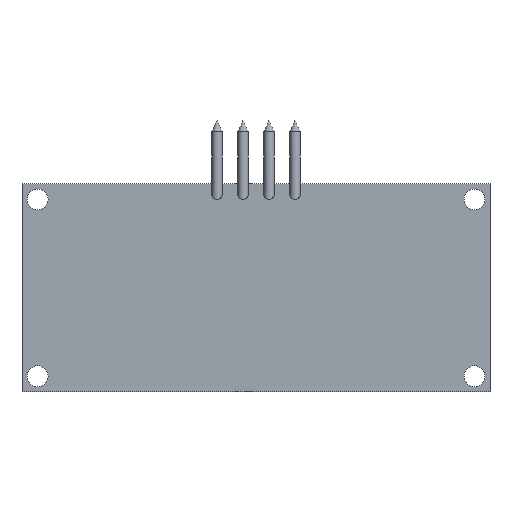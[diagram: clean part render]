
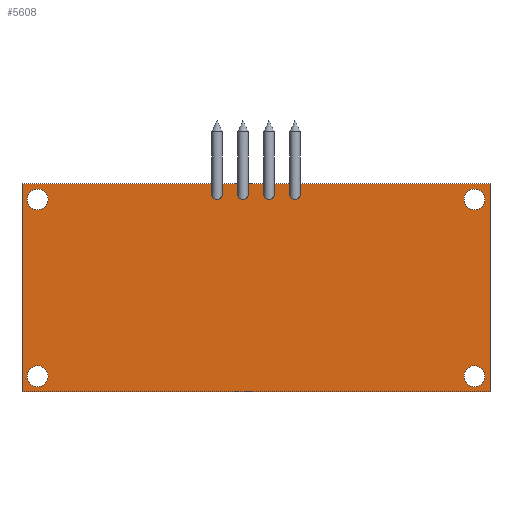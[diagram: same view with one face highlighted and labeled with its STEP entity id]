
A CAD part, front view. The second image highlights one B-rep face of the part: STEP entity #5608.
In plain terms, the highlighted planar face has unit normal (0, -1, 0).
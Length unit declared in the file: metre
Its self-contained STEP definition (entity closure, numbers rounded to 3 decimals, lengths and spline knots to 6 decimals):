
#668=LINE('',#11365,#1170);
#671=LINE('',#11370,#1173);
#673=LINE('',#11374,#1175);
#675=LINE('',#11377,#1177);
#1170=VECTOR('',#6618,0.02);
#1173=VECTOR('',#6623,0.045);
#1175=VECTOR('',#6627,0.02);
#1177=VECTOR('',#6631,0.045);
#1501=PLANE('',#5953);
#1648=FACE_BOUND('',#2204,.T.);
#1649=FACE_BOUND('',#2205,.T.);
#1650=FACE_BOUND('',#2206,.T.);
#1651=FACE_BOUND('',#2207,.T.);
#1652=FACE_BOUND('',#2208,.T.);
#1653=FACE_BOUND('',#2209,.T.);
#1654=FACE_BOUND('',#2210,.T.);
#1655=FACE_BOUND('',#2211,.T.);
#1831=FACE_OUTER_BOUND('',#2203,.T.);
#2203=EDGE_LOOP('',(#4573,#4574,#4575,#4576));
#2204=EDGE_LOOP('',(#4577));
#2205=EDGE_LOOP('',(#4578));
#2206=EDGE_LOOP('',(#4579));
#2207=EDGE_LOOP('',(#4580));
#2208=EDGE_LOOP('',(#4581));
#2209=EDGE_LOOP('',(#4582));
#2210=EDGE_LOOP('',(#4583));
#2211=EDGE_LOOP('',(#4584));
#2453=CIRCLE('',#5929,0.001);
#2454=CIRCLE('',#5931,0.001);
#2455=CIRCLE('',#5933,0.001);
#2456=CIRCLE('',#5935,0.001);
#2457=CIRCLE('',#5937,0.0005);
#2459=CIRCLE('',#5940,0.0005);
#2461=CIRCLE('',#5943,0.0005);
#2463=CIRCLE('',#5946,0.0005);
#2676=VERTEX_POINT('',#10024);
#2677=VERTEX_POINT('',#10027);
#2678=VERTEX_POINT('',#10030);
#2679=VERTEX_POINT('',#10033);
#2680=VERTEX_POINT('',#10036);
#2682=VERTEX_POINT('',#10041);
#2684=VERTEX_POINT('',#10046);
#2686=VERTEX_POINT('',#10051);
#2833=VERTEX_POINT('',#11363);
#2834=VERTEX_POINT('',#11364);
#2835=VERTEX_POINT('',#11369);
#2836=VERTEX_POINT('',#11373);
#3313=EDGE_CURVE('',#2676,#2676,#2453,.T.);
#3314=EDGE_CURVE('',#2677,#2677,#2454,.T.);
#3315=EDGE_CURVE('',#2678,#2678,#2455,.T.);
#3316=EDGE_CURVE('',#2679,#2679,#2456,.T.);
#3317=EDGE_CURVE('',#2680,#2680,#2457,.T.);
#3319=EDGE_CURVE('',#2682,#2682,#2459,.T.);
#3321=EDGE_CURVE('',#2684,#2684,#2461,.T.);
#3323=EDGE_CURVE('',#2686,#2686,#2463,.T.);
#3470=EDGE_CURVE('',#2833,#2834,#668,.T.);
#3473=EDGE_CURVE('',#2834,#2835,#671,.T.);
#3475=EDGE_CURVE('',#2835,#2836,#673,.T.);
#3477=EDGE_CURVE('',#2836,#2833,#675,.T.);
#4573=ORIENTED_EDGE('',*,*,#3470,.F.);
#4574=ORIENTED_EDGE('',*,*,#3477,.F.);
#4575=ORIENTED_EDGE('',*,*,#3475,.F.);
#4576=ORIENTED_EDGE('',*,*,#3473,.F.);
#4577=ORIENTED_EDGE('',*,*,#3313,.T.);
#4578=ORIENTED_EDGE('',*,*,#3314,.T.);
#4579=ORIENTED_EDGE('',*,*,#3315,.T.);
#4580=ORIENTED_EDGE('',*,*,#3316,.T.);
#4581=ORIENTED_EDGE('',*,*,#3317,.T.);
#4582=ORIENTED_EDGE('',*,*,#3319,.T.);
#4583=ORIENTED_EDGE('',*,*,#3321,.T.);
#4584=ORIENTED_EDGE('',*,*,#3323,.T.);
#5608=ADVANCED_FACE('',(#1831,#1648,#1649,#1650,#1651,#1652,#1653,#1654,
#1655),#1501,.F.);
#5929=AXIS2_PLACEMENT_3D('',#10025,#6499,#6500);
#5931=AXIS2_PLACEMENT_3D('',#10028,#6503,#6504);
#5933=AXIS2_PLACEMENT_3D('',#10031,#6507,#6508);
#5935=AXIS2_PLACEMENT_3D('',#10034,#6511,#6512);
#5937=AXIS2_PLACEMENT_3D('',#10037,#6515,#6516);
#5940=AXIS2_PLACEMENT_3D('',#10042,#6521,#6522);
#5943=AXIS2_PLACEMENT_3D('',#10047,#6527,#6528);
#5946=AXIS2_PLACEMENT_3D('',#10052,#6533,#6534);
#5953=AXIS2_PLACEMENT_3D('',#11378,#6632,#6633);
#6499=DIRECTION('center_axis',(0.,1.,0.));
#6500=DIRECTION('ref_axis',(0.,0.,-1.));
#6503=DIRECTION('center_axis',(0.,1.,0.));
#6504=DIRECTION('ref_axis',(0.,0.,-1.));
#6507=DIRECTION('center_axis',(0.,1.,0.));
#6508=DIRECTION('ref_axis',(0.,0.,1.));
#6511=DIRECTION('center_axis',(0.,1.,0.));
#6512=DIRECTION('ref_axis',(0.,0.,1.));
#6515=DIRECTION('center_axis',(0.,1.,0.));
#6516=DIRECTION('ref_axis',(0.,0.,1.));
#6521=DIRECTION('center_axis',(0.,1.,0.));
#6522=DIRECTION('ref_axis',(0.,0.,1.));
#6527=DIRECTION('center_axis',(0.,1.,0.));
#6528=DIRECTION('ref_axis',(0.,0.,1.));
#6533=DIRECTION('center_axis',(0.,1.,0.));
#6534=DIRECTION('ref_axis',(0.,0.,1.));
#6618=DIRECTION('',(0.,0.,-1.));
#6623=DIRECTION('',(-1.,0.,0.));
#6627=DIRECTION('',(0.,0.,1.));
#6631=DIRECTION('',(1.,0.,0.));
#6632=DIRECTION('center_axis',(0.,1.,0.));
#6633=DIRECTION('ref_axis',(0.,0.,1.));
#10024=CARTESIAN_POINT('',(-0.021,0.,0.0095));
#10025=CARTESIAN_POINT('Origin',(-0.021,0.,0.0085));
#10027=CARTESIAN_POINT('',(0.021,0.,0.0095));
#10028=CARTESIAN_POINT('Origin',(0.021,0.,0.0085));
#10030=CARTESIAN_POINT('',(0.021,0.,-0.0075));
#10031=CARTESIAN_POINT('Origin',(0.021,0.,-0.0085));
#10033=CARTESIAN_POINT('',(-0.021,0.,-0.0075));
#10034=CARTESIAN_POINT('Origin',(-0.021,0.,-0.0085));
#10036=CARTESIAN_POINT('',(-0.00375,0.,0.0095));
#10037=CARTESIAN_POINT('Origin',(-0.00375,0.,0.009));
#10041=CARTESIAN_POINT('',(-0.00125,0.,0.0095));
#10042=CARTESIAN_POINT('Origin',(-0.00125,0.,0.009));
#10046=CARTESIAN_POINT('',(0.00125,0.,0.0095));
#10047=CARTESIAN_POINT('Origin',(0.00125,0.,0.009));
#10051=CARTESIAN_POINT('',(0.00375,0.,0.0095));
#10052=CARTESIAN_POINT('Origin',(0.00375,0.,0.009));
#11363=CARTESIAN_POINT('',(0.0225,0.,0.01));
#11364=CARTESIAN_POINT('',(0.0225,0.,-0.01));
#11365=CARTESIAN_POINT('',(0.0225,0.,-0.01));
#11369=CARTESIAN_POINT('',(-0.0225,0.,-0.01));
#11370=CARTESIAN_POINT('',(-0.0225,0.,-0.01));
#11373=CARTESIAN_POINT('',(-0.0225,0.,0.01));
#11374=CARTESIAN_POINT('',(-0.0225,0.,-0.01));
#11377=CARTESIAN_POINT('',(-0.0225,0.,0.01));
#11378=CARTESIAN_POINT('Origin',(0.0225,0.,0.01));
